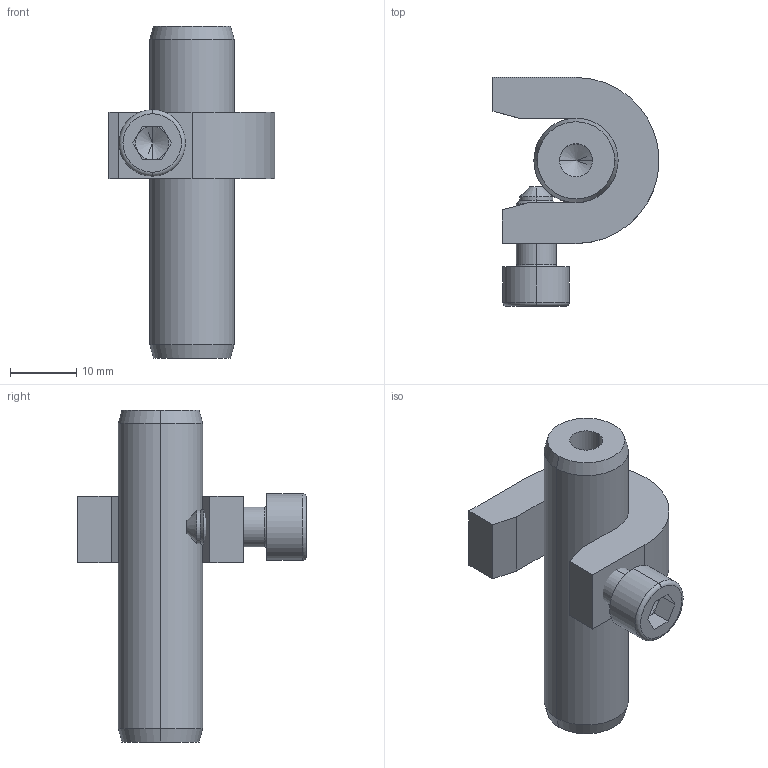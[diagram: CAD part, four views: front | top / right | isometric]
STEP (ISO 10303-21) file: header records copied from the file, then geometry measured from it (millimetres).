
FILE_DESCRIPTION (( 'STEP AP214' ), '1' );
FILE_NAME ('OM-001-050-010_01.STEP', '2024-10-06T13:53:31', ( '' ), ( '' ), 'SwSTEP 2.0', 'SolidWorks 2022', '' );
FILE_SCHEMA (( 'AUTOMOTIVE_DESIGN' ));
Length unit declared in the file: millimetre
Products named in the file (6): OM-001-050-110; OM-001-050-912_01; OM-001-050-911_01; OM-001-050-010_01; OM-001-010-050_01; OM-001-050-910_01
Assembly tree (5 placements, depth 3):
  OM-001-050-010_01
    OM-001-050-110
    OM-001-050-910_01
      OM-001-050-911_01
      OM-001-050-912_01
    OM-001-010-050_01
Bounding box: 25 x 34.47 x 50 mm (x, y, z)
Volume: 9693.2 mm3; surface area: 5145.2 mm2
Topology: 4 solids, 4 shells, 72 faces, 161 edges, 94 vertices
Faces by surface type: plane 30, cylinder 20, cone 18, torus 4
Entity records: 2224 total; most frequent: DIRECTION 379, CARTESIAN_POINT 331, ORIENTED_EDGE 306, EDGE_CURVE 153, AXIS2_PLACEMENT_3D 146, VERTEX_POINT 94, VECTOR 87, LINE 87
